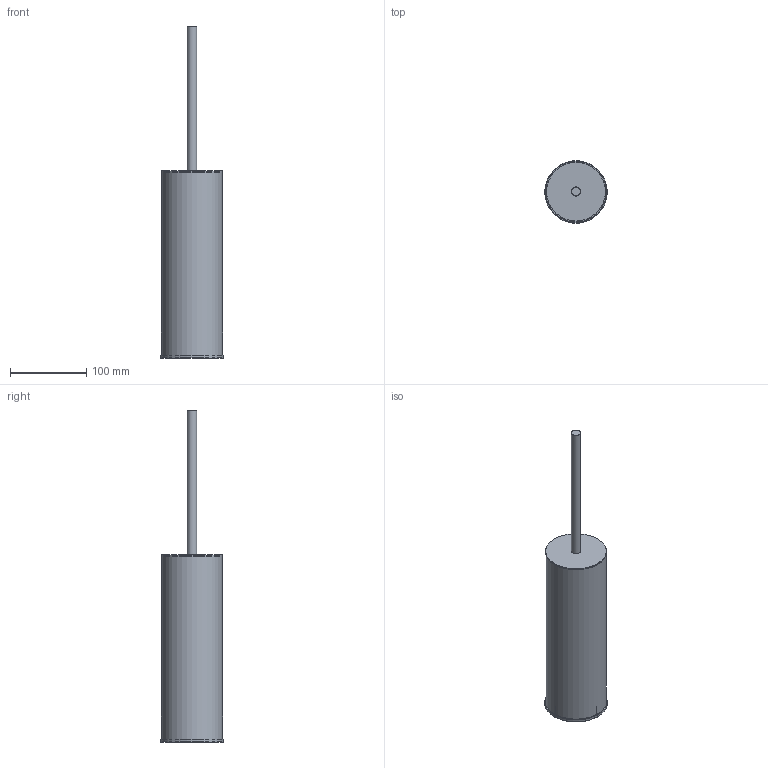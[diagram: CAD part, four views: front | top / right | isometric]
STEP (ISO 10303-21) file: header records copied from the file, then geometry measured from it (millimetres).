
FILE_DESCRIPTION(/* description */ ('Unknown','CAx-IF Rec.Pracs.---Representation and Presentation of Product Manufacturing Information (PMI)---4.0---2014-10-13','CAx-IF Rec.Pracs.---3D Tessellated Geometry---0.4---2014-09-14','2;1'),/* implementation_level */ '2;1');
FILE_NAME(/* name */ 'ARA12-00',/* time_stamp */ '2021-11-05T16:04:52+01:00',/* author */ ('Unknown'),/* organization */ ('Unknown'),/* preprocessor_version */ 'ST-DEVELOPER v16.7',/* originating_system */ 'DEX',/* authorisation */ $);
FILE_SCHEMA (('AP242_MANAGED_MODEL_BASED_3D_ENGINEERING_MIM_LF { 1 0 10303 442 1 1 4 }'));
Length unit declared in the file: millimetre
Products named in the file (5): ARA12-00; CBA11-07; ARA12-01; ARA11-03; ARA11-04
Assembly tree (4 placements, depth 2):
  ARA12-00
    CBA11-07
    ARA12-01
    ARA11-03
    ARA11-04
Bounding box: 82 x 82 x 435.1 mm (x, y, z)
Volume: 140788.5 mm3; surface area: 155452.8 mm2
Topology: 4 solids, 4 shells, 71 faces, 158 edges, 98 vertices
Faces by surface type: plane 27, cylinder 25, torus 16, cone 3
Full cylindrical faces by diameter (mm): 4.917 x2, 6 x1, 12 x1, 70 x1, 77 x1, 80 x2, 82 x1
Entity records: 2031 total; most frequent: CARTESIAN_POINT 365, DIRECTION 336, ORIENTED_EDGE 264, AXIS2_PLACEMENT_3D 144, EDGE_CURVE 132, FACE_BOUND 99, EDGE_LOOP 98, VERTEX_POINT 93
